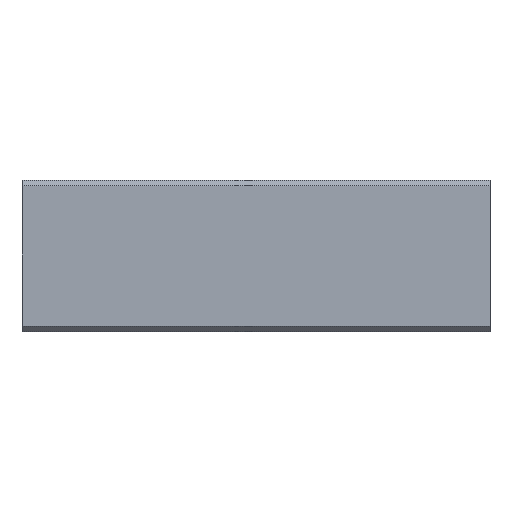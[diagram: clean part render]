
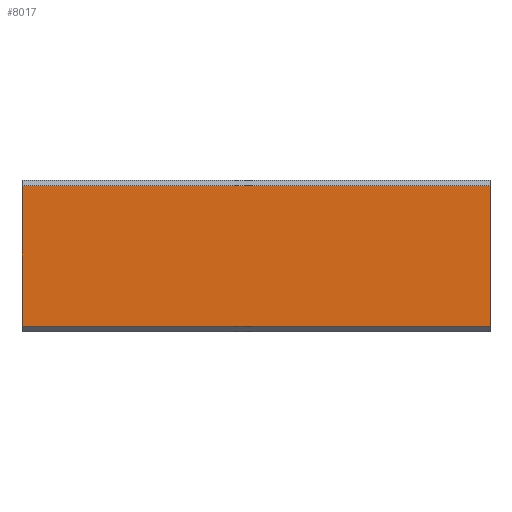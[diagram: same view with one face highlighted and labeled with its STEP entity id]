
A CAD part, front view. The second image highlights one B-rep face of the part: STEP entity #8017.
In plain terms, the highlighted planar face has unit normal (0, -1, 0).
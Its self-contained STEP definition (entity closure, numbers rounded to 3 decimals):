
#7992 = VERTEX_POINT('',#7993);
#7993 = CARTESIAN_POINT('',(-194.,-722.5,-15.425));
#7999 = EDGE_CURVE('',#7992,#8000,#8002,.T.);
#8000 = VERTEX_POINT('',#8001);
#8001 = CARTESIAN_POINT('',(-277.,-722.5,
    -15.425));
#8002 = LINE('',#8003,#8004);
#8003 = CARTESIAN_POINT('',(-194.,-722.5,-15.425));
#8004 = VECTOR('',#8005,1.);
#8005 = DIRECTION('',(-1.,0.,0.));
#8017 = ADVANCED_FACE('',(#8018),#8043,.T.);
#8018 = FACE_BOUND('',#8019,.T.);
#8019 = EDGE_LOOP('',(#8020,#8021,#8029,#8037));
#8020 = ORIENTED_EDGE('',*,*,#7999,.F.);
#8021 = ORIENTED_EDGE('',*,*,#8022,.T.);
#8022 = EDGE_CURVE('',#7992,#8023,#8025,.T.);
#8023 = VERTEX_POINT('',#8024);
#8024 = CARTESIAN_POINT('',(-194.,-722.505,9.45));
#8025 = LINE('',#8026,#8027);
#8026 = CARTESIAN_POINT('',(-194.,-722.5,-15.425));
#8027 = VECTOR('',#8028,1.);
#8028 = DIRECTION('',(0.,0.,1.));
#8029 = ORIENTED_EDGE('',*,*,#8030,.T.);
#8030 = EDGE_CURVE('',#8023,#8031,#8033,.T.);
#8031 = VERTEX_POINT('',#8032);
#8032 = CARTESIAN_POINT('',(-277.,-722.505,
    9.45));
#8033 = LINE('',#8034,#8035);
#8034 = CARTESIAN_POINT('',(-194.,-722.505,9.45));
#8035 = VECTOR('',#8036,1.);
#8036 = DIRECTION('',(-1.,0.,0.));
#8037 = ORIENTED_EDGE('',*,*,#8038,.F.);
#8038 = EDGE_CURVE('',#8000,#8031,#8039,.T.);
#8039 = LINE('',#8040,#8041);
#8040 = CARTESIAN_POINT('',(-277.,-722.503,
    -2.675));
#8041 = VECTOR('',#8042,1.);
#8042 = DIRECTION('',(0.,0.,1.));
#8043 = PLANE('',#8044);
#8044 = AXIS2_PLACEMENT_3D('',#8045,#8046,#8047);
#8045 = CARTESIAN_POINT('',(-245.95,-722.503,
    -2.987));
#8046 = DIRECTION('',(-0.,-1.,0.));
#8047 = DIRECTION('',(0.,0.,-1.));
